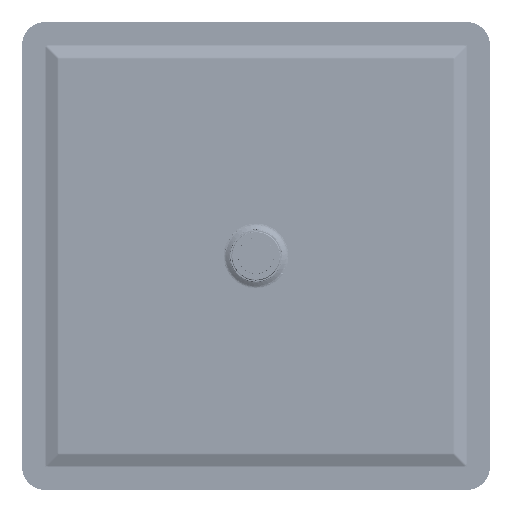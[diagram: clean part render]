
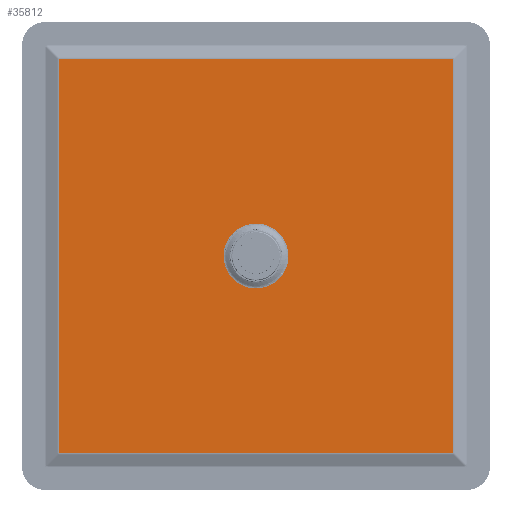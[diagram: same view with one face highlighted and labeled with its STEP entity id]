
A CAD part, top view. The second image highlights one B-rep face of the part: STEP entity #35812.
In plain terms, the highlighted face is planar.
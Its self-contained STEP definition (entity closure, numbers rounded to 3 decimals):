
#3240=FACE_BOUND('',#8658,.T.);
#5479=FACE_OUTER_BOUND('',#8657,.T.);
#8657=EDGE_LOOP('',(#32592,#32593,#32594,#32595));
#8658=EDGE_LOOP('',(#32596));
#9995=LINE('',#66053,#11306);
#9996=LINE('',#66055,#11307);
#9997=LINE('',#66057,#11308);
#9998=LINE('',#66058,#11309);
#11306=VECTOR('',#54833,252.912);
#11307=VECTOR('',#54834,252.912);
#11308=VECTOR('',#54835,252.912);
#11309=VECTOR('',#54836,252.912);
#14980=CIRCLE('',#41792,20.797);
#18163=VERTEX_POINT('',#66047);
#18164=VERTEX_POINT('',#66051);
#18165=VERTEX_POINT('',#66052);
#18166=VERTEX_POINT('',#66054);
#18167=VERTEX_POINT('',#66056);
#23105=EDGE_CURVE('',#18163,#18163,#14980,.T.);
#23107=EDGE_CURVE('',#18164,#18165,#9995,.T.);
#23108=EDGE_CURVE('',#18165,#18166,#9996,.T.);
#23109=EDGE_CURVE('',#18166,#18167,#9997,.T.);
#23110=EDGE_CURVE('',#18167,#18164,#9998,.T.);
#32592=ORIENTED_EDGE('',*,*,#23107,.T.);
#32593=ORIENTED_EDGE('',*,*,#23108,.T.);
#32594=ORIENTED_EDGE('',*,*,#23109,.T.);
#32595=ORIENTED_EDGE('',*,*,#23110,.T.);
#32596=ORIENTED_EDGE('',*,*,#23105,.F.);
#33550=PLANE('',#41794);
#35812=ADVANCED_FACE('',(#5479,#3240),#33550,.T.);
#41792=AXIS2_PLACEMENT_3D('',#66048,#54827,#54828);
#41794=AXIS2_PLACEMENT_3D('',#66050,#54831,#54832);
#54827=DIRECTION('center_axis',(0.,0.,-1.));
#54828=DIRECTION('ref_axis',(0.,-1.,0.));
#54831=DIRECTION('center_axis',(0.,0.,-1.));
#54832=DIRECTION('ref_axis',(1.,0.,0.));
#54833=DIRECTION('',(-1.,0.,0.));
#54834=DIRECTION('',(0.,1.,0.));
#54835=DIRECTION('',(1.,0.,0.));
#54836=DIRECTION('',(0.,-1.,0.));
#66047=CARTESIAN_POINT('',(-1.161,20.764,-16.));
#66048=CARTESIAN_POINT('Origin',(0.,0.,-16.));
#66050=CARTESIAN_POINT('Origin',(0.,0.,-16.));
#66051=CARTESIAN_POINT('',(126.456,-126.456,-16.));
#66052=CARTESIAN_POINT('',(-126.456,-126.456,-16.));
#66053=CARTESIAN_POINT('',(126.456,-126.456,-16.));
#66054=CARTESIAN_POINT('',(-126.456,126.456,-16.));
#66055=CARTESIAN_POINT('',(-126.456,-126.456,-16.));
#66056=CARTESIAN_POINT('',(126.456,126.456,-16.));
#66057=CARTESIAN_POINT('',(-126.456,126.456,-16.));
#66058=CARTESIAN_POINT('',(126.456,126.456,-16.));
